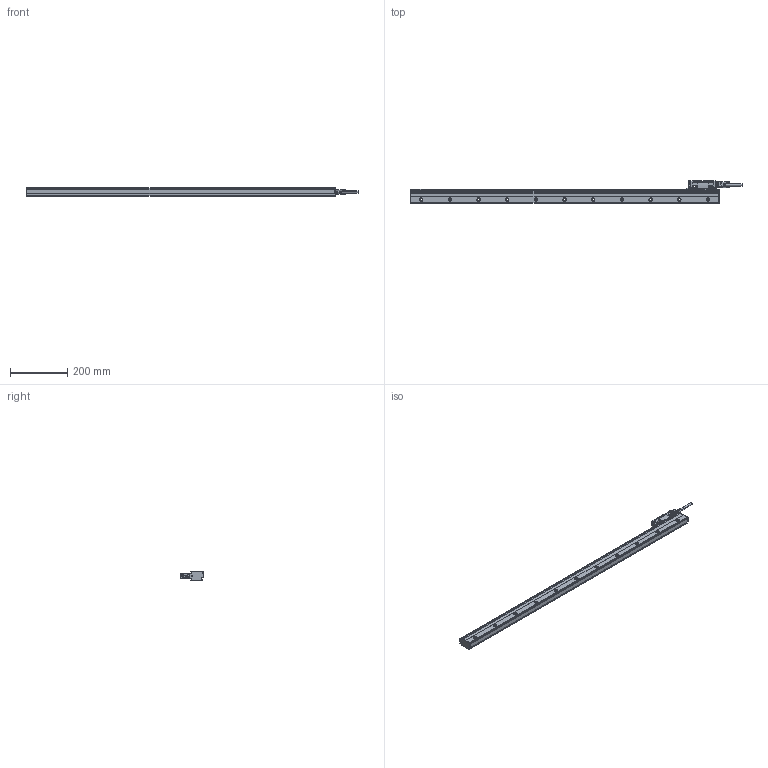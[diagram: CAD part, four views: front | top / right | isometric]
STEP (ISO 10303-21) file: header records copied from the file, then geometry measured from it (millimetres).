
FILE_DESCRIPTION(('CATIA V5 STEP'),'2;1');
FILE_NAME('SR84_SR85_X_L_094_V1.stp','2018-11-30T03:47:44+00:00',('none'),('none'),'CATIA Version 5 Release 19 SP 6 (IN-10)','CATIA V5 STEP AP214','none');
FILE_SCHEMA(('AUTOMOTIVE_DESIGN { 1 0 10303 214 1 1 1 1 }'));
Products named in the file (3): SR87_L_094; SR87-094_S; SR87_head_L
Assembly tree (2 placements, depth 2):
  SR87_L_094
    SR87-094_S
    SR87_head_L
Bounding box: 1157.7 x 78 x 29 mm (x, y, z)
Volume: 1416847.4 mm3; surface area: 213031.2 mm2
Topology: 2 solids, 18 shells, 2542 faces, 6507 edges, 3900 vertices
Faces by surface type: plane 1170, cylinder 862, torus 175, cone 175, sphere 107, bspline 53
Entity records: 76672 total; most frequent: CARTESIAN_POINT 20241, ORIENTED_EDGE 12762, DIRECTION 9473, EDGE_CURVE 6381, AXIS2_PLACEMENT_3D 3993, VERTEX_POINT 3900, VECTOR 3447, LINE 3447
